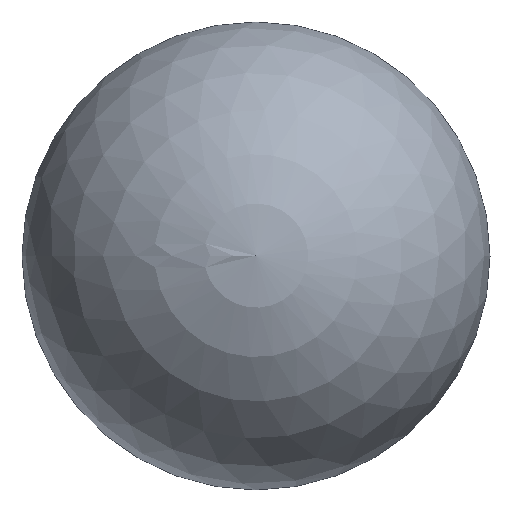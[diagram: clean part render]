
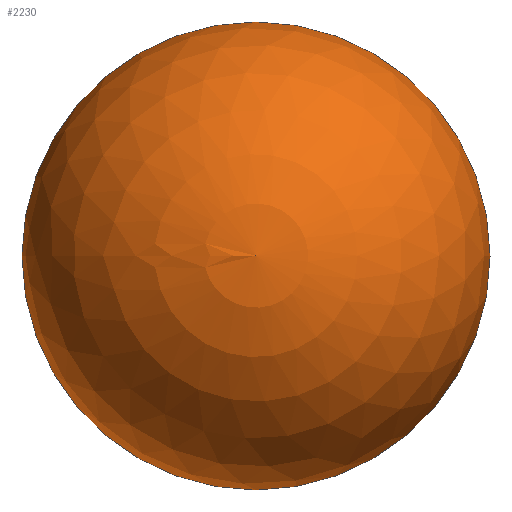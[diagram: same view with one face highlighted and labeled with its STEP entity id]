
A CAD part, top view. The second image highlights one B-rep face of the part: STEP entity #2230.
In plain terms, the highlighted spherical face has radius 75 mm.
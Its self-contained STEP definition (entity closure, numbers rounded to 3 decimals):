
#109 = DIRECTION ( 'NONE',  ( -1., 0., 0. ) ) ;
#156 = VERTEX_POINT ( 'NONE', #2460 ) ;
#773 = AXIS2_PLACEMENT_3D ( 'NONE', #2968, #3542, #109 ) ;
#952 = CIRCLE ( 'NONE', #2511, 75. ) ;
#1936 = EDGE_CURVE ( 'NONE', #156, #3763, #952, .T. ) ;
#2230 = ADVANCED_FACE ( 'NONE', ( #4330 ), #2703, .T. ) ;
#2460 = CARTESIAN_POINT ( 'NONE',  ( 0., -75., 0. ) ) ;
#2511 = AXIS2_PLACEMENT_3D ( 'NONE', #7945, #4556, #7225 ) ;
#2703 = SPHERICAL_SURFACE ( 'NONE', #773, 75. ) ;
#2968 = CARTESIAN_POINT ( 'NONE',  ( 0., 0., 0. ) ) ;
#3542 = DIRECTION ( 'NONE',  ( 0., 0., 1. ) ) ;
#3656 = ORIENTED_EDGE ( 'NONE', *, *, #7283, .F. ) ;
#3763 = VERTEX_POINT ( 'NONE', #4131 ) ;
#4039 = CIRCLE ( 'NONE', #5668, 75. ) ;
#4058 = DIRECTION ( 'NONE',  ( -1., 0., 0. ) ) ;
#4131 = CARTESIAN_POINT ( 'NONE',  ( 0., 75., 0. ) ) ;
#4330 = FACE_OUTER_BOUND ( 'NONE', #5084, .T. ) ;
#4556 = DIRECTION ( 'NONE',  ( 0., 0., 1. ) ) ;
#5084 = EDGE_LOOP ( 'NONE', ( #3656, #6856 ) ) ;
#5668 = AXIS2_PLACEMENT_3D ( 'NONE', #6002, #8126, #4058 ) ;
#6002 = CARTESIAN_POINT ( 'NONE',  ( 0., 0., 0. ) ) ;
#6856 = ORIENTED_EDGE ( 'NONE', *, *, #1936, .T. ) ;
#7225 = DIRECTION ( 'NONE',  ( 1., 0., 0. ) ) ;
#7283 = EDGE_CURVE ( 'NONE', #156, #3763, #4039, .T. ) ;
#7945 = CARTESIAN_POINT ( 'NONE',  ( 0., 0., 0. ) ) ;
#8126 = DIRECTION ( 'NONE',  ( 0., 0., -1. ) ) ;
